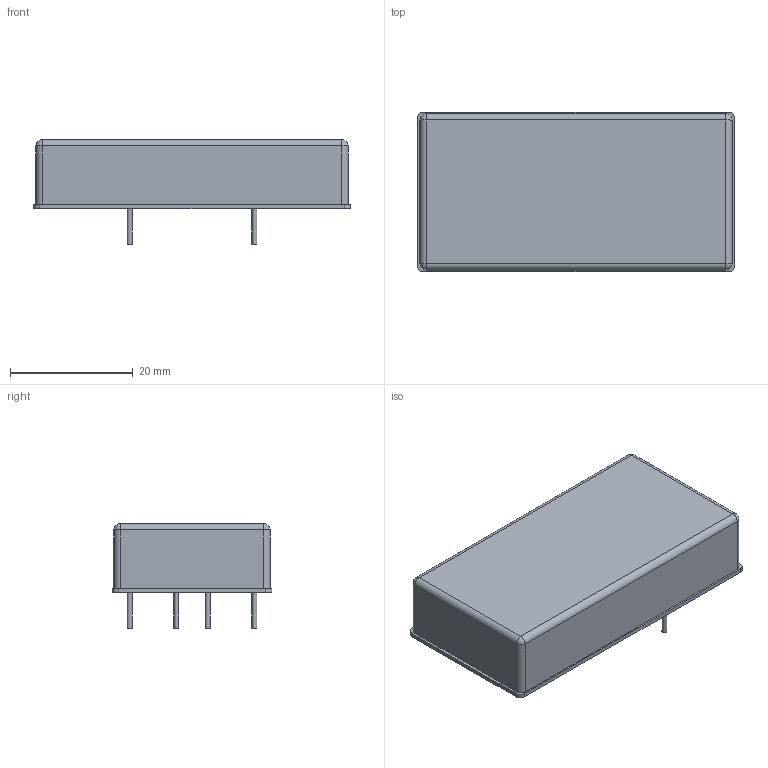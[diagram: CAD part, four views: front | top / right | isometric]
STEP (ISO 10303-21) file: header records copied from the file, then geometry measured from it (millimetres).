
FILE_DESCRIPTION(('FreeCAD Model'),'2;1');
FILE_NAME('SLW05.step', '2020-05-27T15:52:18',('Author'),(''), 'Open CASCADE STEP processor 7.2','FreeCAD','Unknown');
FILE_SCHEMA(('AUTOMOTIVE_DESIGN { 1 0 10303 214 1 1 1 1 }'));
Length unit declared in the file: millimetre
Products named in the file (5): pin_1; pin_2; pin_3; pin_5; case
Bounding box: 51.6 x 26 x 17 mm (x, y, z)
Volume: 14454.9 mm3; surface area: 4368.2 mm2
Topology: 5 solids, 5 shells, 40 faces, 84 edges, 52 vertices
Faces by surface type: plane 20, cylinder 16, sphere 4
Full cylindrical faces by diameter (mm): 0.8 x4
Entity records: 2357 total; most frequent: CARTESIAN_POINT 381, DIRECTION 330, ORIENTED_EDGE 160, PCURVE 160, DEFINITIONAL_REPRESENTATION 160, LINE 152, VECTOR 152, EDGE_CURVE 80
